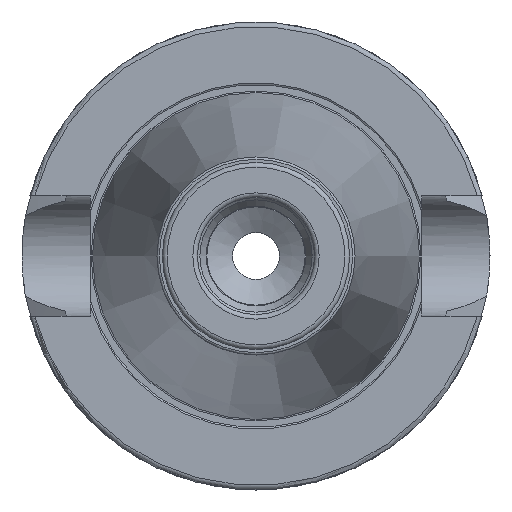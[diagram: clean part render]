
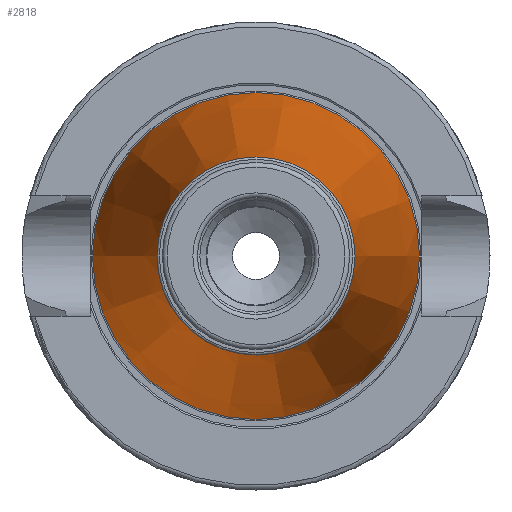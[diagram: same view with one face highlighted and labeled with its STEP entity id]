
A CAD part, left-side view. The second image highlights one B-rep face of the part: STEP entity #2818.
In plain terms, the highlighted conical face has half-angle 8.297 degrees and reference radius 28.044 mm.
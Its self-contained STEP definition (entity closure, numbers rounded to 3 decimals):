
#2784=CARTESIAN_POINT('',(-94.372,21.162,0.0));
#2785=VERTEX_POINT('',#2784);
#2786=CARTESIAN_POINT('',(-94.372,0.0,0.0));
#2787=DIRECTION('',(1.0,0.0,0.0));
#2788=DIRECTION('',(0.0,1.0,0.0));
#2789=AXIS2_PLACEMENT_3D('',#2786,#2787,#2788);
#2790=CIRCLE('',#2789,21.162);
#2791=EDGE_CURVE('',#2785,#2785,#2790,.T.);
#2799=CARTESIAN_POINT('',(-47.186,0.0,0.0));
#2800=DIRECTION('',(1.0,0.0,0.0));
#2801=DIRECTION('',(0.0,1.0,0.0));
#2802=AXIS2_PLACEMENT_3D('',#2799,#2800,#2801);
#2803=CONICAL_SURFACE('',#2802,28.044,8.297);
#2804=CARTESIAN_POINT('',(0.0,34.925,0.0));
#2805=VERTEX_POINT('',#2804);
#2806=CARTESIAN_POINT('',(0.0,0.0,0.0));
#2807=DIRECTION('',(1.0,0.0,0.0));
#2808=DIRECTION('',(0.0,1.0,0.0));
#2809=AXIS2_PLACEMENT_3D('',#2806,#2807,#2808);
#2810=CIRCLE('',#2809,34.925);
#2811=EDGE_CURVE('',#2805,#2805,#2810,.T.);
#2812=ORIENTED_EDGE('',*,*,#2811,.F.);
#2813=EDGE_LOOP('',(#2812));
#2814=FACE_OUTER_BOUND('',#2813,.T.);
#2815=ORIENTED_EDGE('',*,*,#2791,.T.);
#2816=EDGE_LOOP('',(#2815));
#2817=FACE_BOUND('',#2816,.T.);
#2818=ADVANCED_FACE('',(#2814,#2817),#2803,.T.);
